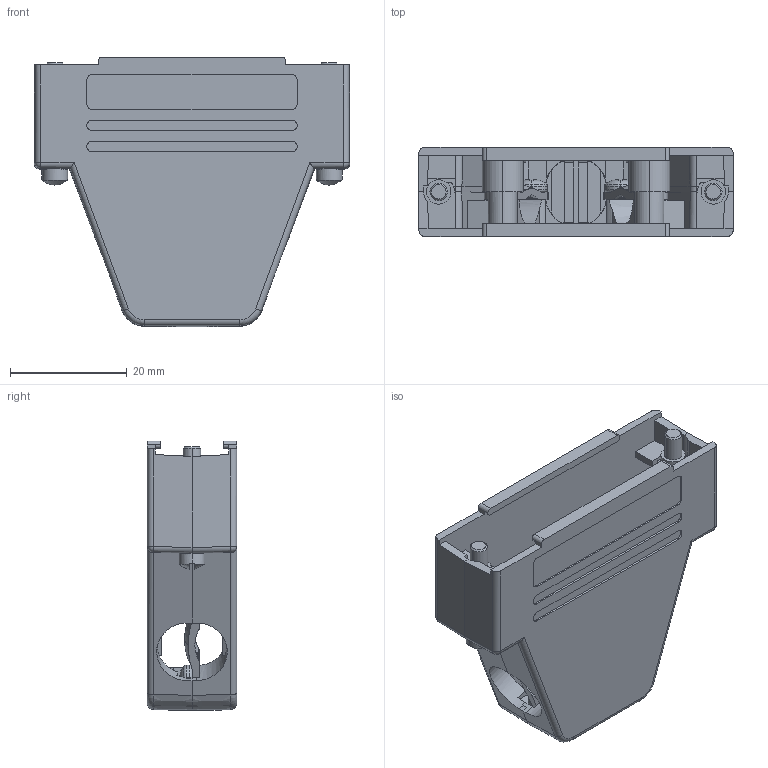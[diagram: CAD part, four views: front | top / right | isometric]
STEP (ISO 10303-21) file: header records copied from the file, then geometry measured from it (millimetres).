
FILE_DESCRIPTION (( 'STEP AP214' ), '1' );
FILE_NAME ('6688-9587.STEP', '2023-01-09T12:11:39', ( '' ), ( '' ), 'SwSTEP 2.0', 'SolidWorks 2021', '' );
FILE_SCHEMA (( 'AUTOMOTIVE_DESIGN' ));
Length unit declared in the file: millimetre
Products named in the file (8): 6522-0128-33; 6855-0109-11; 6805-0104-13; 6830-0106-01; 6688-9587; 6805-0104-03; 6855-0112-01; 6826-0133-01
Assembly tree (13 placements, depth 2):
  6688-9587
    6805-0104-13
    6805-0104-03
    6826-0133-01  x2
    6830-0106-01  x2
    6855-0109-11  x4
    6855-0112-01  x2
    6522-0128-33
Bounding box: 54 x 15.3 x 46.19 mm (x, y, z)
Volume: 9865.9 mm3; surface area: 15094.9 mm2
Topology: 17 solids, 17 shells, 833 faces, 2188 edges, 1426 vertices
Faces by surface type: plane 454, cylinder 254, cone 53, torus 34, bspline 34, sphere 4
Entity records: 23978 total; most frequent: CARTESIAN_POINT 8051, ORIENTED_EDGE 3384, DIRECTION 3109, EDGE_CURVE 1692, VERTEX_POINT 1106, LINE 1079, VECTOR 1079, AXIS2_PLACEMENT_3D 1015
